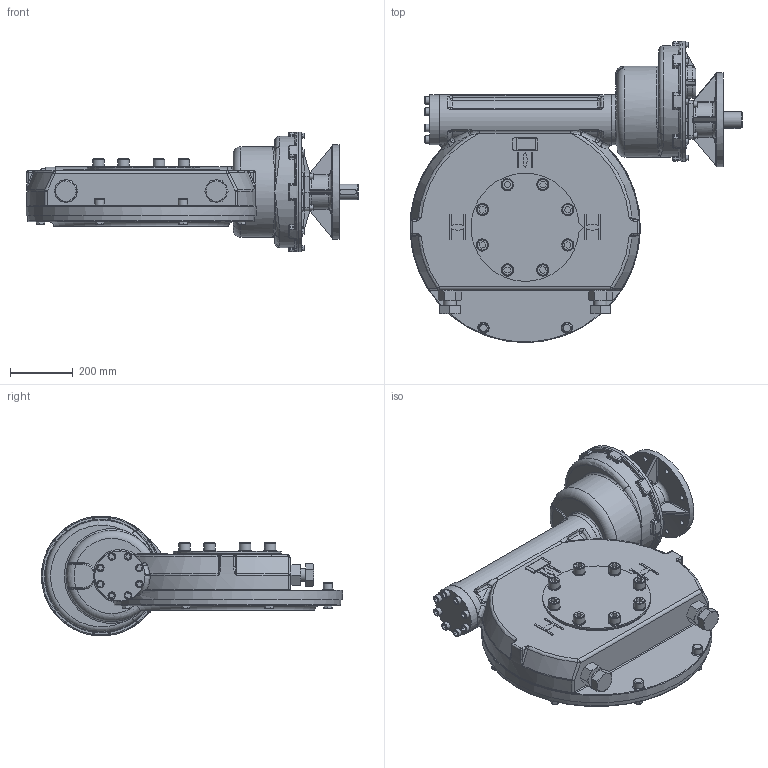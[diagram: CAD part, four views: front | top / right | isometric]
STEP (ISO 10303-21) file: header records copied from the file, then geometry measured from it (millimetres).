
FILE_DESCRIPTION(/* description */ ('Unknown'),/* implementation_level */ '2;1');
FILE_NAME(/* name */ 'PUB-IW10FBIR3-2-F25-F40',/* time_stamp */ '2016-07-07T13:24:04+01:00',/* author */ ('Unknown'),/* organization */ ('Unknown'),/* preprocessor_version */ 'ST-DEVELOPER v16',/* originating_system */ 'DEX',/* authorisation */ $);
FILE_SCHEMA (('AUTOMOTIVE_DESIGN {1 0 10303 214 3 1 1}'));
Products named in the file (1): PUB-IW10FBIR3-2-F25-F40
Bounding box: 1058.96 x 960.4 x 382 mm (x, y, z)
Surface area: 2487816.3 mm2 (no closed solid volume)
Topology: 0 solids, 88 shells, 1186 faces, 3152 edges, 1992 vertices
Faces by surface type: plane 497, cylinder 250, bspline 164, cone 127, torus 104, sphere 44
Full cylindrical faces by diameter (mm): 12 x4, 16 x8, 16.5 x8, 17 x8, 18 x4, 24 x8, 30 x2, 31.67 x8, 36.39 x8, 39 x8, 42 x2, 50 x1, 160 x2, 200 x1, 250 x1, 290 x1, 300 x1, 340 x1, 356 x1, 382 x2
Entity records: 56949 total; most frequent: CARTESIAN_POINT 28199, DIRECTION 5332, ORIENTED_EDGE 5264, EDGE_CURVE 2901, AXIS2_PLACEMENT_3D 2090, VERTEX_POINT 1924, EDGE_LOOP 1479, FACE_BOUND 1479
